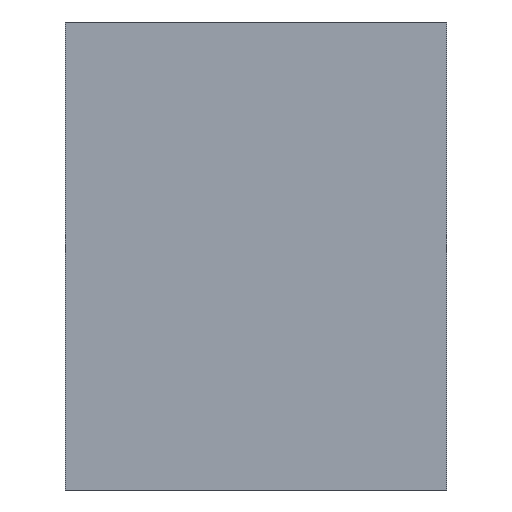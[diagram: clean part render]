
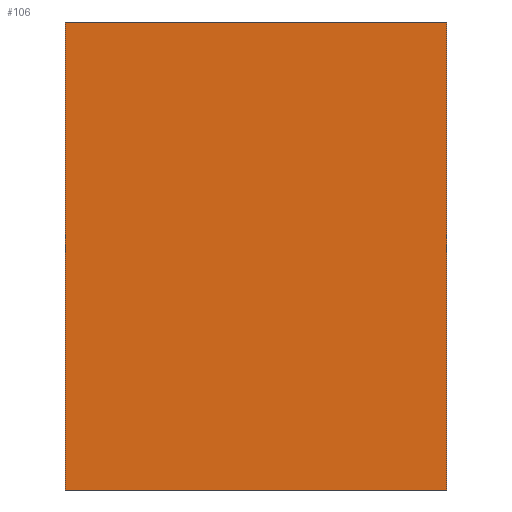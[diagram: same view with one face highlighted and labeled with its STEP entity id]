
A CAD part, left-side view. The second image highlights one B-rep face of the part: STEP entity #106.
In plain terms, the highlighted planar face has unit normal (-1, 0, 0).
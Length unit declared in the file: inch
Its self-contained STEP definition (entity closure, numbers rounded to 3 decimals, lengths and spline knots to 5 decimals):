
#20=FACE_OUTER_BOUND('',#26,.T.);
#26=EDGE_LOOP('',(#91,#92,#93,#94));
#27=LINE('',#165,#39);
#31=LINE('',#173,#43);
#34=LINE('',#179,#46);
#37=LINE('',#184,#49);
#39=VECTOR('',#139,11.);
#43=VECTOR('',#145,13.5);
#46=VECTOR('',#150,11.);
#49=VECTOR('',#155,13.5);
#51=VERTEX_POINT('',#163);
#52=VERTEX_POINT('',#164);
#55=VERTEX_POINT('',#172);
#57=VERTEX_POINT('',#178);
#59=EDGE_CURVE('',#51,#52,#27,.T.);
#63=EDGE_CURVE('',#52,#55,#31,.T.);
#66=EDGE_CURVE('',#55,#57,#34,.T.);
#69=EDGE_CURVE('',#57,#51,#37,.T.);
#91=ORIENTED_EDGE('',*,*,#59,.F.);
#92=ORIENTED_EDGE('',*,*,#69,.F.);
#93=ORIENTED_EDGE('',*,*,#66,.F.);
#94=ORIENTED_EDGE('',*,*,#63,.F.);
#100=PLANE('',#134);
#106=ADVANCED_FACE('',(#20),#100,.F.);
#134=AXIS2_PLACEMENT_3D('',#187,#159,#160);
#139=DIRECTION('',(0.,-1.,0.));
#145=DIRECTION('',(0.,0.,-1.));
#150=DIRECTION('',(0.,1.,0.));
#155=DIRECTION('',(0.,0.,1.));
#159=DIRECTION('center_axis',(1.,0.,0.));
#160=DIRECTION('ref_axis',(0.,0.,-1.));
#163=CARTESIAN_POINT('',(-17.25,5.5,6.75));
#164=CARTESIAN_POINT('',(-17.25,-5.5,6.75));
#165=CARTESIAN_POINT('',(-17.25,5.5,6.75));
#172=CARTESIAN_POINT('',(-17.25,-5.5,-6.75));
#173=CARTESIAN_POINT('',(-17.25,-5.5,6.75));
#178=CARTESIAN_POINT('',(-17.25,5.5,-6.75));
#179=CARTESIAN_POINT('',(-17.25,-5.5,-6.75));
#184=CARTESIAN_POINT('',(-17.25,5.5,-6.75));
#187=CARTESIAN_POINT('Origin',(-17.25,0.,0.));
